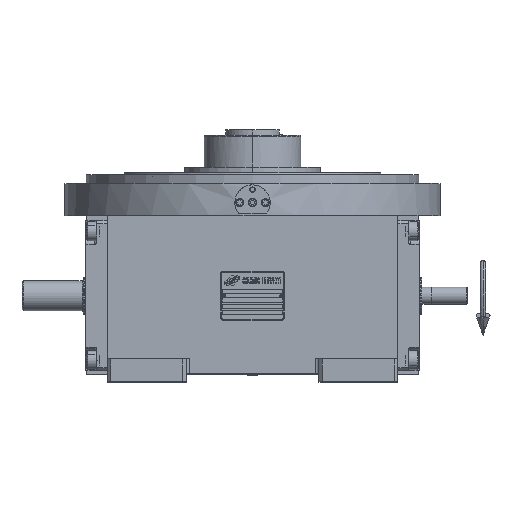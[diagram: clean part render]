
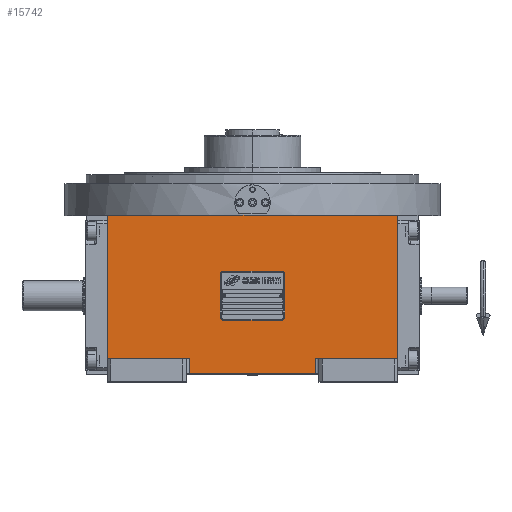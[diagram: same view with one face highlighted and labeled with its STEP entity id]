
A CAD part, top view. The second image highlights one B-rep face of the part: STEP entity #15742.
In plain terms, the highlighted planar face has unit normal (0, 0, 1).
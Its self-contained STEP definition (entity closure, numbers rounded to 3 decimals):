
#1682 = EDGE_CURVE ( 'NONE', #1904, #58295, #29892, .T. ) ;
#1904 = VERTEX_POINT ( 'NONE', #24829 ) ;
#3384 = EDGE_CURVE ( 'NONE', #20724, #21260, #13035, .T. ) ;
#4361 = CARTESIAN_POINT ( 'NONE',  ( -135., -59., 226. ) ) ;
#4897 = VERTEX_POINT ( 'NONE', #48653 ) ;
#5783 = DIRECTION ( 'NONE',  ( 0., 1., 0. ) ) ;
#7873 = ORIENTED_EDGE ( 'NONE', *, *, #1682, .T. ) ;
#8776 = EDGE_CURVE ( 'NONE', #20724, #58295, #60798, .T. ) ;
#9589 = DIRECTION ( 'NONE',  ( 0., 1., 0. ) ) ;
#10816 = CARTESIAN_POINT ( 'NONE',  ( 59., -59., 226. ) ) ;
#12931 = ORIENTED_EDGE ( 'NONE', *, *, #3384, .T. ) ;
#13035 = LINE ( 'NONE', #65227, #63746 ) ;
#13695 = CARTESIAN_POINT ( 'NONE',  ( -59., -59., 226. ) ) ;
#15742 = ADVANCED_FACE ( 'NONE', ( #41799 ), #62357, .T. ) ;
#15827 = CARTESIAN_POINT ( 'NONE',  ( 135., -59., 226. ) ) ;
#15852 = LINE ( 'NONE', #30995, #38980 ) ;
#16189 = CARTESIAN_POINT ( 'NONE',  ( -135., -73., 226. ) ) ;
#16704 = EDGE_CURVE ( 'NONE', #1904, #47566, #25278, .T. ) ;
#18020 = VECTOR ( 'NONE', #9589, 1000. ) ;
#18382 = VERTEX_POINT ( 'NONE', #15827 ) ;
#20724 = VERTEX_POINT ( 'NONE', #29906 ) ;
#21260 = VERTEX_POINT ( 'NONE', #45519 ) ;
#21355 = EDGE_CURVE ( 'NONE', #18382, #25988, #15852, .T. ) ;
#21371 = CARTESIAN_POINT ( 'NONE',  ( 135., 75., 226. ) ) ;
#22234 = ORIENTED_EDGE ( 'NONE', *, *, #16704, .F. ) ;
#24130 = DIRECTION ( 'NONE',  ( 1., 0., 0. ) ) ;
#24167 = ORIENTED_EDGE ( 'NONE', *, *, #8776, .F. ) ;
#24829 = CARTESIAN_POINT ( 'NONE',  ( -135., -59., 226. ) ) ;
#24843 = DIRECTION ( 'NONE',  ( 1., 0., 0. ) ) ;
#25278 = LINE ( 'NONE', #61995, #31164 ) ;
#25988 = VERTEX_POINT ( 'NONE', #21371 ) ;
#26151 = VECTOR ( 'NONE', #36388, 1000. ) ;
#28329 = VECTOR ( 'NONE', #24843, 1000. ) ;
#29892 = LINE ( 'NONE', #4361, #28329 ) ;
#29906 = CARTESIAN_POINT ( 'NONE',  ( -59., -73., 226. ) ) ;
#30995 = CARTESIAN_POINT ( 'NONE',  ( 135., -59., 226. ) ) ;
#31016 = CARTESIAN_POINT ( 'NONE',  ( -135., 75., 226. ) ) ;
#31164 = VECTOR ( 'NONE', #51222, 1000. ) ;
#33735 = EDGE_CURVE ( 'NONE', #4897, #18382, #54779, .T. ) ;
#34506 = VECTOR ( 'NONE', #24130, 1000. ) ;
#35127 = ORIENTED_EDGE ( 'NONE', *, *, #61142, .F. ) ;
#35538 = CARTESIAN_POINT ( 'NONE',  ( -135., 75., 226. ) ) ;
#36388 = DIRECTION ( 'NONE',  ( 0., -1., 0. ) ) ;
#36717 = DIRECTION ( 'NONE',  ( 0., 0., 1. ) ) ;
#37048 = ORIENTED_EDGE ( 'NONE', *, *, #21355, .T. ) ;
#38980 = VECTOR ( 'NONE', #5783, 1000. ) ;
#41415 = ORIENTED_EDGE ( 'NONE', *, *, #33735, .T. ) ;
#41486 = LINE ( 'NONE', #31016, #50964 ) ;
#41799 = FACE_OUTER_BOUND ( 'NONE', #53142, .T. ) ;
#45519 = CARTESIAN_POINT ( 'NONE',  ( 59., -73., 226. ) ) ;
#47566 = VERTEX_POINT ( 'NONE', #35538 ) ;
#48653 = CARTESIAN_POINT ( 'NONE',  ( 59., -59., 226. ) ) ;
#49719 = CARTESIAN_POINT ( 'NONE',  ( 59., -59., 226. ) ) ;
#50964 = VECTOR ( 'NONE', #62039, 1000. ) ;
#51222 = DIRECTION ( 'NONE',  ( 0., 1., 0. ) ) ;
#53142 = EDGE_LOOP ( 'NONE', ( #12931, #60815, #41415, #37048, #35127, #22234, #7873, #24167 ) ) ;
#54779 = LINE ( 'NONE', #49719, #34506 ) ;
#55720 = CARTESIAN_POINT ( 'NONE',  ( -59., -73., 226. ) ) ;
#56927 = AXIS2_PLACEMENT_3D ( 'NONE', #16189, #36717, #57310 ) ;
#57310 = DIRECTION ( 'NONE',  ( 1., 0., 0. ) ) ;
#57986 = LINE ( 'NONE', #10816, #26151 ) ;
#58295 = VERTEX_POINT ( 'NONE', #13695 ) ;
#60414 = EDGE_CURVE ( 'NONE', #4897, #21260, #57986, .T. ) ;
#60798 = LINE ( 'NONE', #55720, #18020 ) ;
#60815 = ORIENTED_EDGE ( 'NONE', *, *, #60414, .F. ) ;
#61142 = EDGE_CURVE ( 'NONE', #47566, #25988, #41486, .T. ) ;
#61995 = CARTESIAN_POINT ( 'NONE',  ( -135., -59., 226. ) ) ;
#62039 = DIRECTION ( 'NONE',  ( 1., 0., 0. ) ) ;
#62357 = PLANE ( 'NONE',  #56927 ) ;
#63746 = VECTOR ( 'NONE', #65541, 1000. ) ;
#65227 = CARTESIAN_POINT ( 'NONE',  ( -59., -73., 226. ) ) ;
#65541 = DIRECTION ( 'NONE',  ( 1., 0., 0. ) ) ;
